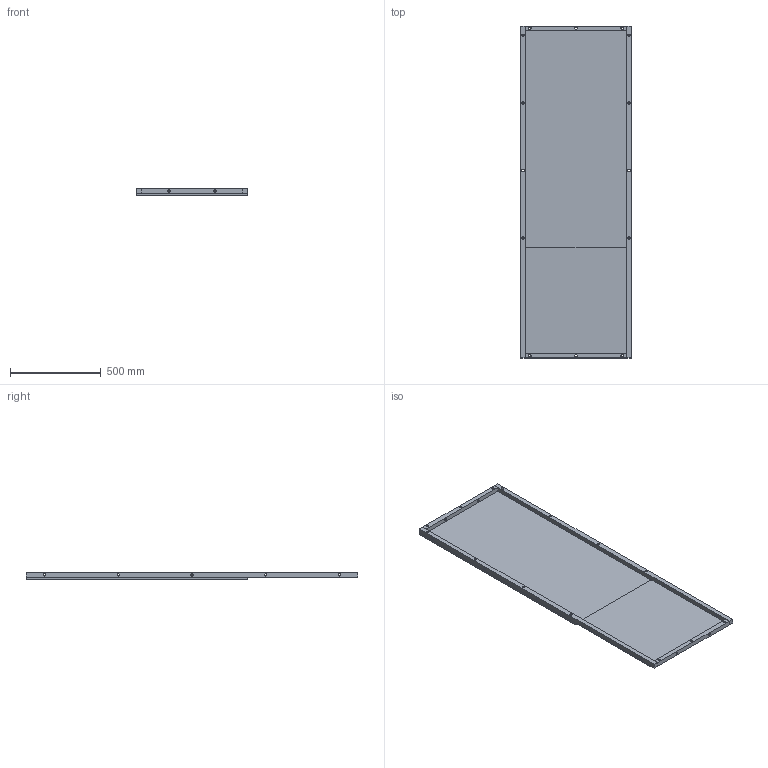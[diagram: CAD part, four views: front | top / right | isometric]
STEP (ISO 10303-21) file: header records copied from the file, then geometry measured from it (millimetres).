
FILE_DESCRIPTION(/* description */ (''),/* implementation_level */ '2;1');
FILE_NAME(/* name */ 'Wall panel v6.step',/* time_stamp */ '2023-05-09T13:11:22-04:00',/* author */ (''),/* organization */ (''),/* preprocessor_version */ 'ST-DEVELOPER v19.2',/* originating_system */ 'Autodesk Translation Framework v12.4.0.73',/* authorisation */ '');
FILE_SCHEMA (('AUTOMOTIVE_DESIGN { 1 0 10303 214 3 1 1 }'));
Length unit declared in the file: inch
Products named in the file (1): Wall panel
Bounding box: 609.6 x 1828.8 x 38.1 mm (x, y, z)
Volume: 13535804 mm3; surface area: 2767560.7 mm2
Topology: 6 solids, 6 shells, 75 faces, 189 edges, 126 vertices
Faces by surface type: cylinder 39, plane 36
Full cylindrical faces by diameter (mm): 13.096 x39
Entity records: 2481 total; most frequent: DIRECTION 419, CARTESIAN_POINT 391, ORIENTED_EDGE 378, EDGE_CURVE 189, AXIS2_PLACEMENT_3D 154, EDGE_LOOP 153, VERTEX_POINT 126, LINE 111
